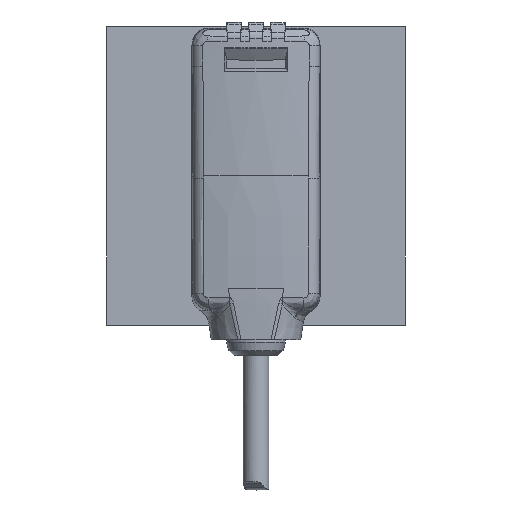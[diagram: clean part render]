
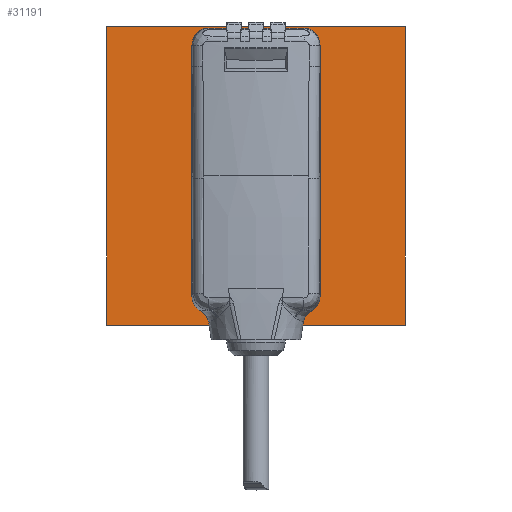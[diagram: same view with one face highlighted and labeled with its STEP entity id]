
A CAD part, top view. The second image highlights one B-rep face of the part: STEP entity #31191.
In plain terms, the highlighted planar face has unit normal (0, -0.026, -1).
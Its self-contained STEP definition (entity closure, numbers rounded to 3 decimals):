
#31140=DIRECTION('',(0.,1.,-0.026));
#31141=VECTOR('',#31140,35.012);
#31142=CARTESIAN_POINT('',(17.5,-12.665,-19.8));
#31143=LINE('',#31142,#31141);
#31147=DIRECTION('',(-1.,0.,0.));
#31148=VECTOR('',#31147,35.);
#31149=CARTESIAN_POINT('',(17.5,22.335,-20.717));
#31150=LINE('',#31149,#31148);
#31154=DIRECTION('',(0.,-1.,0.026));
#31155=VECTOR('',#31154,35.012);
#31156=CARTESIAN_POINT('',(-17.5,22.335,-20.717));
#31157=LINE('',#31156,#31155);
#31161=DIRECTION('',(1.,0.,0.));
#31162=VECTOR('',#31161,35.);
#31163=CARTESIAN_POINT('',(-17.5,-12.665,-19.8));
#31164=LINE('',#31163,#31162);
#31168=CARTESIAN_POINT('',(17.5,-12.665,-19.8));
#31169=CARTESIAN_POINT('',(17.5,22.335,-20.717));
#31170=VERTEX_POINT('',#31168);
#31171=VERTEX_POINT('',#31169);
#31172=CARTESIAN_POINT('',(-17.5,22.335,-20.717));
#31173=VERTEX_POINT('',#31172);
#31174=CARTESIAN_POINT('',(-17.5,-12.665,-19.8));
#31175=VERTEX_POINT('',#31174);
#31176=CARTESIAN_POINT('',(0.,4.835,-20.258));
#31177=DIRECTION('',(0.,0.026,1.));
#31178=DIRECTION('',(0.,-1.,0.026));
#31179=AXIS2_PLACEMENT_3D('',#31176,#31177,#31178);
#31180=PLANE('',#31179);
#31182=ORIENTED_EDGE('',*,*,#31181,.T.);
#31184=ORIENTED_EDGE('',*,*,#31183,.T.);
#31186=ORIENTED_EDGE('',*,*,#31185,.T.);
#31188=ORIENTED_EDGE('',*,*,#31187,.T.);
#31189=EDGE_LOOP('',(#31182,#31184,#31186,#31188));
#31190=FACE_OUTER_BOUND('',#31189,.F.);
#31191=ADVANCED_FACE('',(#31190),#31180,.F.);
#31181=EDGE_CURVE('',#31170,#31171,#31143,.T.);
#31183=EDGE_CURVE('',#31171,#31173,#31150,.T.);
#31185=EDGE_CURVE('',#31173,#31175,#31157,.T.);
#31187=EDGE_CURVE('',#31175,#31170,#31164,.T.);
